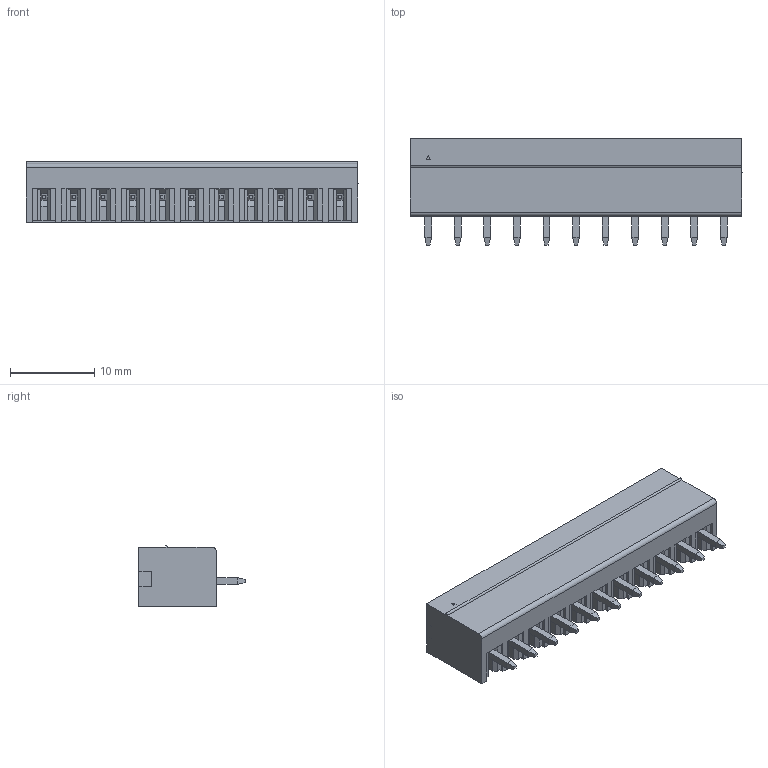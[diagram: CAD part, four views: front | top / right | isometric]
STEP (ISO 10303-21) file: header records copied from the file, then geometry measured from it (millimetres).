
FILE_DESCRIPTION (( 'STEP AP214' ), '1' );
FILE_NAME ('15EDGVC-3.5-11P-14-00AH.STEP', '2021-01-29T05:19:01', ( '' ), ( '' ), 'SwSTEP 2.0', 'SolidWorks 2020', '' );
FILE_SCHEMA (( 'AUTOMOTIVE_DESIGN' ));
Length unit declared in the file: millimetre
Products named in the file (1): 15EDGVC-3.5-11P-14-00AH
Bounding box: 39.3 x 12.6 x 7.2 mm (x, y, z)
Volume: 1096.6 mm3; surface area: 3856.4 mm2
Topology: 1 solids, 1 shells, 1076 faces, 2850 edges, 1834 vertices
Faces by surface type: plane 898, bspline 110, cylinder 35, torus 22, cone 11
Entity records: 43322 total; most frequent: CARTESIAN_POINT 12449, ORIENTED_EDGE 5700, DIRECTION 4667, EDGE_CURVE 2850, VECTOR 2483, LINE 2483, VERTEX_POINT 1834, EDGE_LOOP 1134
